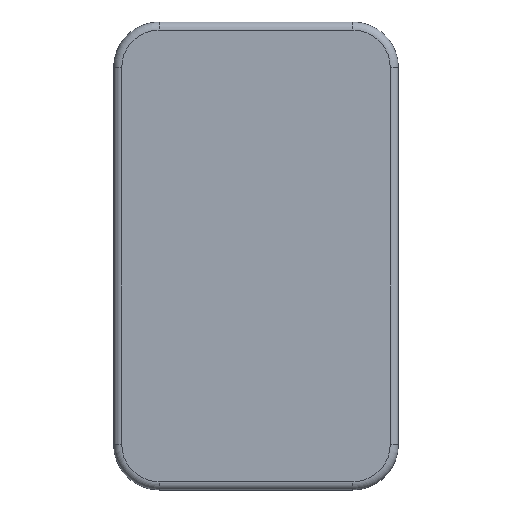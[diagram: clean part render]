
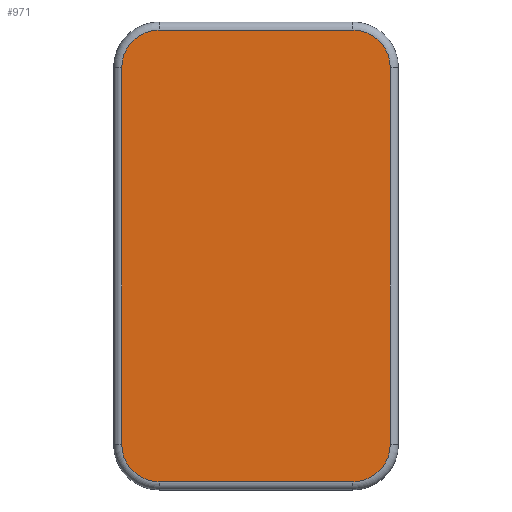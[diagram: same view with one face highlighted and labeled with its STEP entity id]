
A CAD part, top view. The second image highlights one B-rep face of the part: STEP entity #971.
In plain terms, the highlighted planar face has unit normal (0, 0, 1).
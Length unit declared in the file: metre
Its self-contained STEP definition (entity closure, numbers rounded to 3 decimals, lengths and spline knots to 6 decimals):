
#36=CIRCLE('',#1065,0.0092);
#37=CIRCLE('',#1066,0.0092);
#38=CIRCLE('',#1067,0.0092);
#39=CIRCLE('',#1068,0.0092);
#143=ORIENTED_EDGE('',*,*,#397,.T.);
#144=ORIENTED_EDGE('',*,*,#398,.T.);
#145=ORIENTED_EDGE('',*,*,#399,.T.);
#146=ORIENTED_EDGE('',*,*,#400,.T.);
#147=ORIENTED_EDGE('',*,*,#401,.T.);
#148=ORIENTED_EDGE('',*,*,#402,.T.);
#149=ORIENTED_EDGE('',*,*,#403,.T.);
#150=ORIENTED_EDGE('',*,*,#404,.T.);
#397=EDGE_CURVE('',#520,#521,#607,.T.);
#398=EDGE_CURVE('',#521,#522,#36,.T.);
#399=EDGE_CURVE('',#522,#523,#608,.T.);
#400=EDGE_CURVE('',#523,#524,#37,.T.);
#401=EDGE_CURVE('',#524,#525,#609,.F.);
#402=EDGE_CURVE('',#525,#526,#38,.T.);
#403=EDGE_CURVE('',#526,#527,#610,.F.);
#404=EDGE_CURVE('',#527,#520,#39,.T.);
#520=VERTEX_POINT('',#1566);
#521=VERTEX_POINT('',#1567);
#522=VERTEX_POINT('',#1569);
#523=VERTEX_POINT('',#1571);
#524=VERTEX_POINT('',#1573);
#525=VERTEX_POINT('',#1575);
#526=VERTEX_POINT('',#1577);
#527=VERTEX_POINT('',#1579);
#607=LINE('',#1565,#679);
#608=LINE('',#1570,#680);
#609=LINE('',#1574,#681);
#610=LINE('',#1578,#682);
#679=VECTOR('',#1231,1.);
#680=VECTOR('',#1234,1.);
#681=VECTOR('',#1237,1.);
#682=VECTOR('',#1240,1.);
#743=EDGE_LOOP('',(#143,#144,#145,#146,#147,#148,#149,#150));
#841=FACE_BOUND('',#743,.T.);
#935=PLANE('',#1064);
#971=ADVANCED_FACE('',(#841),#935,.T.);
#1064=AXIS2_PLACEMENT_3D('',#1564,#1229,#1230);
#1065=AXIS2_PLACEMENT_3D('',#1568,#1232,#1233);
#1066=AXIS2_PLACEMENT_3D('',#1572,#1235,#1236);
#1067=AXIS2_PLACEMENT_3D('',#1576,#1238,#1239);
#1068=AXIS2_PLACEMENT_3D('',#1580,#1241,#1242);
#1229=DIRECTION('',(0.,0.,1.));
#1230=DIRECTION('',(1.,0.,0.));
#1231=DIRECTION('',(-1.,0.,0.));
#1232=DIRECTION('',(0.,0.,1.));
#1233=DIRECTION('',(1.,0.,0.));
#1234=DIRECTION('',(0.,-1.,0.));
#1235=DIRECTION('',(0.,0.,1.));
#1236=DIRECTION('',(1.,0.,0.));
#1237=DIRECTION('',(-1.,0.,0.));
#1238=DIRECTION('',(0.,0.,1.));
#1239=DIRECTION('',(1.,0.,0.));
#1240=DIRECTION('',(0.,-1.,0.));
#1241=DIRECTION('',(0.,0.,1.));
#1242=DIRECTION('',(1.,0.,0.));
#1564=CARTESIAN_POINT('',(0.,0.,0.02));
#1565=CARTESIAN_POINT('',(-0.0238,0.0555,0.02));
#1566=CARTESIAN_POINT('',(0.0238,0.0555,0.02));
#1567=CARTESIAN_POINT('',(-0.0238,0.0555,0.02));
#1568=CARTESIAN_POINT('',(-0.0238,0.0463,0.02));
#1569=CARTESIAN_POINT('',(-0.033,0.0463,0.02));
#1570=CARTESIAN_POINT('',(-0.033,-0.0463,0.02));
#1571=CARTESIAN_POINT('',(-0.033,-0.0463,0.02));
#1572=CARTESIAN_POINT('',(-0.0238,-0.0463,0.02));
#1573=CARTESIAN_POINT('',(-0.0238,-0.0555,0.02));
#1574=CARTESIAN_POINT('',(0.,-0.0555,0.02));
#1575=CARTESIAN_POINT('',(0.0238,-0.0555,0.02));
#1576=CARTESIAN_POINT('',(0.0238,-0.0463,0.02));
#1577=CARTESIAN_POINT('',(0.033,-0.0463,0.02));
#1578=CARTESIAN_POINT('',(0.033,0.,0.02));
#1579=CARTESIAN_POINT('',(0.033,0.0463,0.02));
#1580=CARTESIAN_POINT('',(0.0238,0.0463,0.02));
